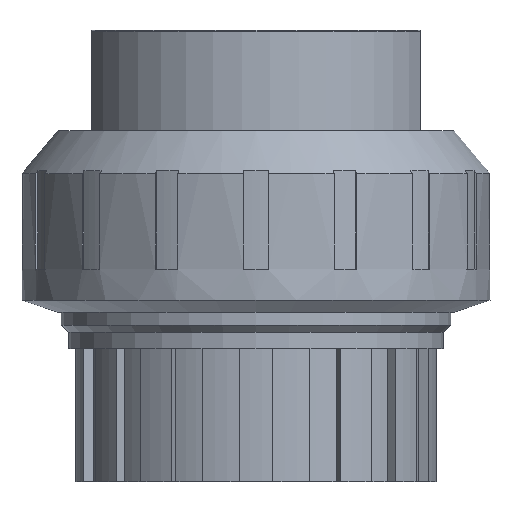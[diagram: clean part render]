
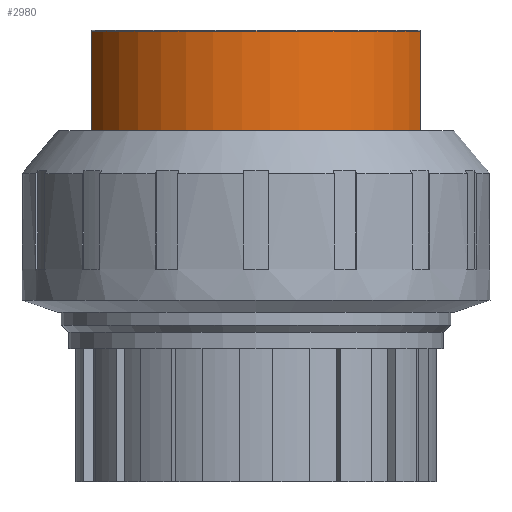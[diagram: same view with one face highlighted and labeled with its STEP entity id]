
A CAD part, left-side view. The second image highlights one B-rep face of the part: STEP entity #2980.
In plain terms, the highlighted cylindrical face has radius 36.5 mm (diameter 73 mm), a partial arc.
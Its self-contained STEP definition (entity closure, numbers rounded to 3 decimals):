
#121=CYLINDRICAL_SURFACE($,#3251,36.5);
#230=FACE_OUTER_BOUND($,#929,.T.);
#439=LINE($,#4839,#671);
#440=LINE($,#4854,#672);
#671=VECTOR($,#3912,20.8);
#672=VECTOR($,#3919,20.8);
#929=EDGE_LOOP($,(#2376,#2377,#2378,#2379));
#1108=CIRCLE($,#3243,36.5);
#1111=CIRCLE($,#3250,36.5);
#1341=VERTEX_POINT($,#4792);
#1342=VERTEX_POINT($,#4793);
#1347=VERTEX_POINT($,#4828);
#1348=VERTEX_POINT($,#4841);
#1706=EDGE_CURVE($,#1341,#1342,#1108,.T.);
#1716=EDGE_CURVE($,#1341,#1347,#439,.T.);
#1718=EDGE_CURVE($,#1348,#1347,#1111,.T.);
#1719=EDGE_CURVE($,#1348,#1342,#440,.T.);
#2376=ORIENTED_EDGE($,*,*,#1718,.F.);
#2377=ORIENTED_EDGE($,*,*,#1719,.T.);
#2378=ORIENTED_EDGE($,*,*,#1706,.F.);
#2379=ORIENTED_EDGE($,*,*,#1716,.T.);
#2980=ADVANCED_FACE($,(#230),#121,.T.);
#3243=AXIS2_PLACEMENT_3D($,#4794,#3896,#3897);
#3250=AXIS2_PLACEMENT_3D($,#4852,#3915,#3916);
#3251=AXIS2_PLACEMENT_3D($,#4853,#3917,#3918);
#3896=DIRECTION('center_axis',(0.,0.,-1.));
#3897=DIRECTION('ref_axis',(-1.,0.,0.));
#3912=DIRECTION($,(0.,0.,1.));
#3915=DIRECTION('center_axis',(0.,0.,1.));
#3916=DIRECTION('ref_axis',(-1.,0.,0.));
#3917=DIRECTION('center_axis',(0.,0.,1.));
#3918=DIRECTION('ref_axis',(-1.,0.,0.));
#3919=DIRECTION($,(0.,0.,-1.));
#4792=CARTESIAN_POINT('',(-11.916,-34.5,17.5));
#4793=CARTESIAN_POINT('',(-11.916,34.5,17.5));
#4794=CARTESIAN_POINT('Origin',(0.,0.,17.5));
#4828=CARTESIAN_POINT('',(-11.916,-34.5,38.3));
#4839=CARTESIAN_POINT($,(-11.916,-34.5,17.5));
#4841=CARTESIAN_POINT('',(-11.916,34.5,38.3));
#4852=CARTESIAN_POINT('Origin',(0.,0.,38.3));
#4853=CARTESIAN_POINT('Origin',(0.,0.,17.5));
#4854=CARTESIAN_POINT($,(-11.916,34.5,17.5));
